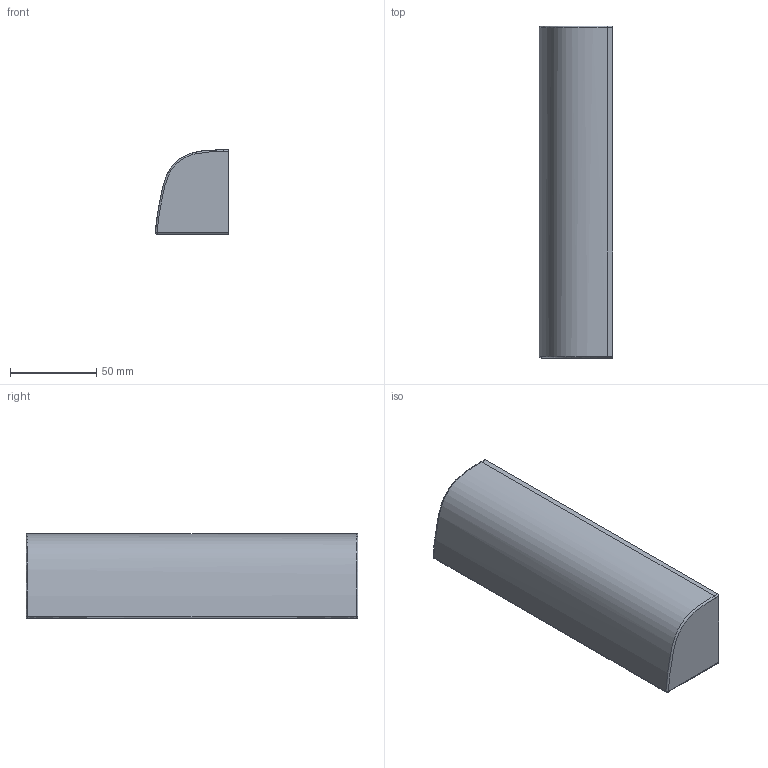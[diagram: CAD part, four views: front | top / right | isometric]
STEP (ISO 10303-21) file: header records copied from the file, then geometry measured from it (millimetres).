
FILE_DESCRIPTION(/* description */ (''),/* implementation_level */ '2;1');
FILE_NAME(/* name */ 'exhaust_shield.step',/* time_stamp */ '2025-09-03T11:16:53+02:00',/* author */ (''),/* organization */ (''),/* preprocessor_version */ 'ST-DEVELOPER v20.1',/* originating_system */ 'Autodesk Translation Framework v14.10.0.0',/* authorisation */ '');
FILE_SCHEMA (('AUTOMOTIVE_DESIGN { 1 0 10303 214 3 1 1 }'));
Products named in the file (1): exhaust_shield
Bounding box: 42.53 x 192.2 x 49 mm (x, y, z)
Volume: 96688 mm3; surface area: 45558.2 mm2
Topology: 1 solids, 1 shells, 529 faces, 1510 edges, 992 vertices
Faces by surface type: cylinder 450, bspline 44, plane 26, torus 7, sphere 2
Full cylindrical faces by diameter (mm): 2.075 x117, 2.58 x54
Entity records: 42913 total; most frequent: CARTESIAN_POINT 31025, ORIENTED_EDGE 3020, DIRECTION 1629, EDGE_CURVE 1510, VERTEX_POINT 992, B_SPLINE_CURVE_WITH_KNOTS 943, AXIS2_PLACEMENT_3D 576, EDGE_LOOP 538
